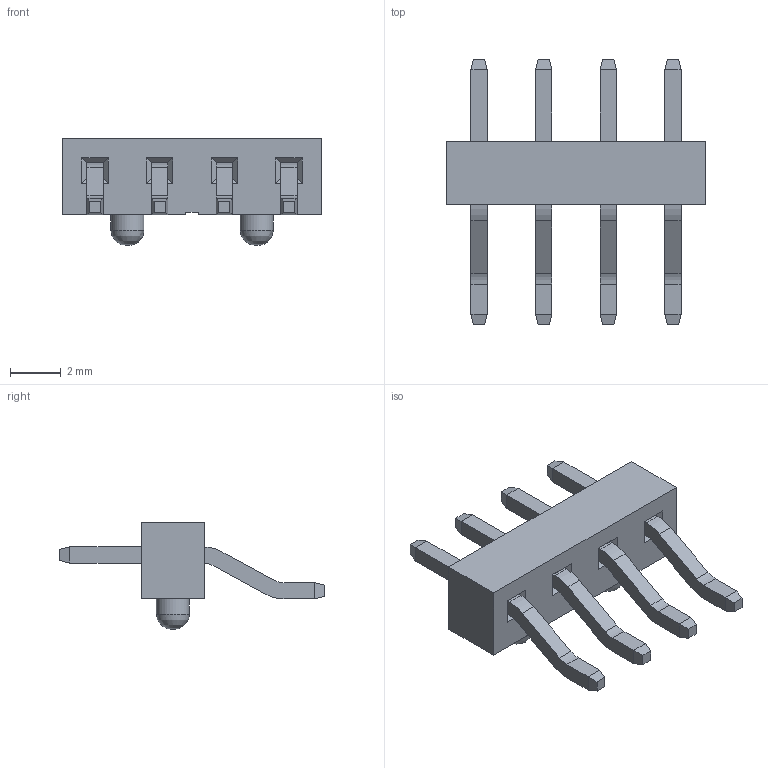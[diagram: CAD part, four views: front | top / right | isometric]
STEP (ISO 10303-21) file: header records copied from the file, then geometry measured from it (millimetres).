
FILE_DESCRIPTION(('FreeCAD Model'),'2;1');
FILE_NAME('BG035-04X-1-0320-0180-0290-X-X.step','2015-12-11T19:49:09',('Author'),(''), 'Open CASCADE STEP processor 6.8','FreeCAD','Unknown');
FILE_SCHEMA(('AUTOMOTIVE_DESIGN_CC2 { 1 2 10303 214 -1 1 5 4 }'));
Length unit declared in the file: millimetre
Products named in the file (1): BG035-04X-1-0320-0180-0290-X-X
Bounding box: 10.16 x 10.4 x 4.2 mm (x, y, z)
Volume: 91.6 mm3; surface area: 219.1 mm2
Topology: 1 solids, 1 shells, 136 faces, 358 edges, 234 vertices
Faces by surface type: plane 116, cylinder 18, bspline 2
Full cylindrical faces by diameter (mm): 1.3 x2
Entity records: 10607 total; most frequent: CARTESIAN_POINT 3647, DIRECTION 1196, LINE 804, VECTOR 804, ORIENTED_EDGE 716, PCURVE 716, DEFINITIONAL_REPRESENTATION 716, EDGE_CURVE 358
